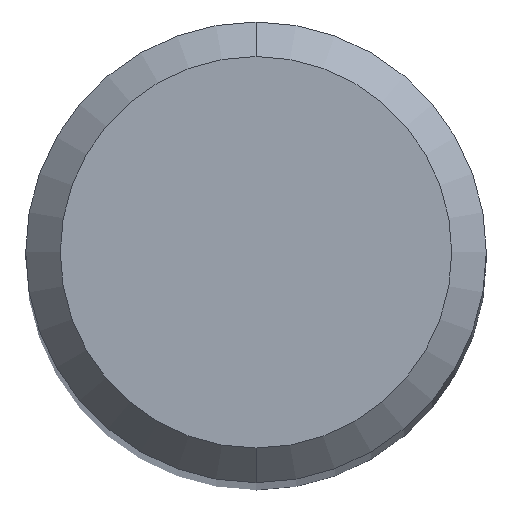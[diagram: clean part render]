
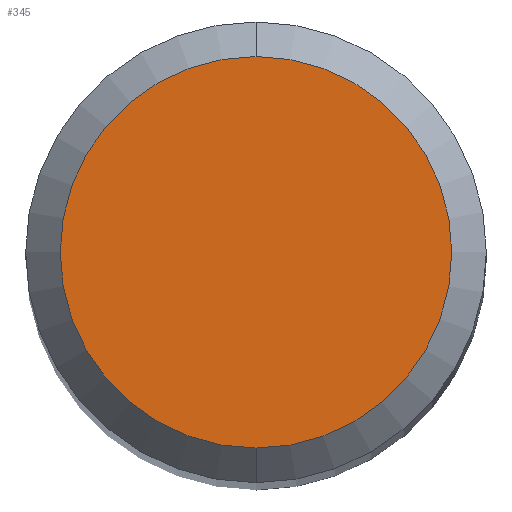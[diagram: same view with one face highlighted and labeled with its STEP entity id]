
A CAD part, top view. The second image highlights one B-rep face of the part: STEP entity #345.
In plain terms, the highlighted planar face has unit normal (0, 0, 1).
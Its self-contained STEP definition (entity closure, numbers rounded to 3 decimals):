
#291=VERTEX_POINT('',#657);
#345=ADVANCED_FACE('',(#718),#719,.T.);
#355=EDGE_CURVE('',#291,#367,#729,.T.);
#367=VERTEX_POINT('',#743);
#443=EDGE_CURVE('',#367,#291,#827,.T.);
#657=CARTESIAN_POINT('',(0.,-1.7,0.0));
#718=FACE_OUTER_BOUND('',#1266,.T.);
#719=PLANE('',#1267);
#729=CIRCLE('',#1280,1.7);
#743=CARTESIAN_POINT('',(0.0,1.7,0.0));
#827=CIRCLE('',#1480,1.7);
#1266=EDGE_LOOP('',(#1836,#1837));
#1267=AXIS2_PLACEMENT_3D('',#1838,#1839,#1840);
#1280=AXIS2_PLACEMENT_3D('',#1842,#1843,#1844);
#1480=AXIS2_PLACEMENT_3D('',#1952,#1953,#1954);
#1836=ORIENTED_EDGE('',*,*,#443,.F.);
#1837=ORIENTED_EDGE('',*,*,#355,.F.);
#1838=CARTESIAN_POINT('',(0.0,0.85,0.0));
#1839=DIRECTION('',(-0.0,0.0,1.0));
#1840=DIRECTION('',(0.0,-1.0,0.0));
#1842=CARTESIAN_POINT('',(0.0,0.0,0.0));
#1843=DIRECTION('',(0.0,0.0,-1.0));
#1844=DIRECTION('',(0.0,1.0,0.0));
#1952=CARTESIAN_POINT('',(0.0,0.0,0.0));
#1953=DIRECTION('',(0.0,0.0,-1.0));
#1954=DIRECTION('',(0.0,1.0,0.0));
